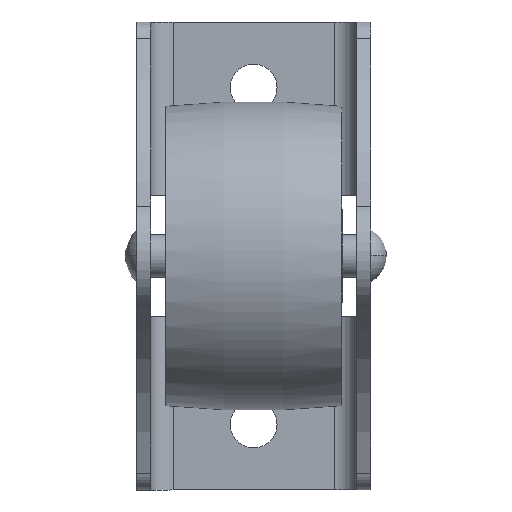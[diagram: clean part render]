
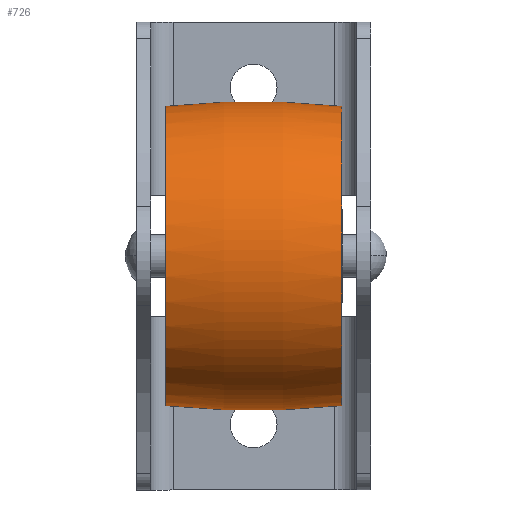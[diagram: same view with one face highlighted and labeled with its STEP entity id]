
A CAD part, front view. The second image highlights one B-rep face of the part: STEP entity #726.
In plain terms, the highlighted toroidal (fillet/blend) face has major radius 72.11 mm and minor radius 88.61 mm.
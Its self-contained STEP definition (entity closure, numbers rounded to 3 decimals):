
#121 = DIRECTION ( 'NONE',  ( 0., 1., 0. ) ) ;
#140 = EDGE_CURVE ( 'NONE', #353, #2929, #2863, .T. ) ;
#201 = CIRCLE ( 'NONE', #1337, 88.61 ) ;
#226 = CARTESIAN_POINT ( 'NONE',  ( 0., 0., -72.11 ) ) ;
#252 = FACE_OUTER_BOUND ( 'NONE', #907, .T. ) ;
#353 = VERTEX_POINT ( 'NONE', #1264 ) ;
#431 = CARTESIAN_POINT ( 'NONE',  ( 0., 0., 0. ) ) ;
#726 = ADVANCED_FACE ( 'NONE', ( #252 ), #832, .T. ) ;
#761 = EDGE_CURVE ( 'NONE', #778, #353, #772, .T. ) ;
#772 = CIRCLE ( 'NONE', #785, 16. ) ;
#778 = VERTEX_POINT ( 'NONE', #1555 ) ;
#785 = AXIS2_PLACEMENT_3D ( 'NONE', #2919, #1328, #2694 ) ;
#815 = EDGE_CURVE ( 'NONE', #874, #2929, #1826, .T. ) ;
#832 = TOROIDAL_SURFACE ( 'NONE', #1229, -72.11, 88.61 ) ;
#874 = VERTEX_POINT ( 'NONE', #1261 ) ;
#907 = EDGE_LOOP ( 'NONE', ( #2012, #2293, #2402, #2308 ) ) ;
#1028 = DIRECTION ( 'NONE',  ( -1., 0., 0. ) ) ;
#1229 = AXIS2_PLACEMENT_3D ( 'NONE', #431, #2241, #2684 ) ;
#1238 = DIRECTION ( 'NONE',  ( 0., 0., 1. ) ) ;
#1261 = CARTESIAN_POINT ( 'NONE',  ( -9.4, 0., -16. ) ) ;
#1264 = CARTESIAN_POINT ( 'NONE',  ( 9.4, 0., 16. ) ) ;
#1313 = CARTESIAN_POINT ( 'NONE',  ( -9.4, 0., 16. ) ) ;
#1328 = DIRECTION ( 'NONE',  ( -1., 0., 0. ) ) ;
#1337 = AXIS2_PLACEMENT_3D ( 'NONE', #2830, #121, #1238 ) ;
#1555 = CARTESIAN_POINT ( 'NONE',  ( 9.4, 0., -16. ) ) ;
#1559 = DIRECTION ( 'NONE',  ( 0., -1., 0. ) ) ;
#1719 = EDGE_CURVE ( 'NONE', #778, #874, #201, .T. ) ;
#1826 = CIRCLE ( 'NONE', #1987, 16. ) ;
#1987 = AXIS2_PLACEMENT_3D ( 'NONE', #2626, #1028, #2403 ) ;
#2012 = ORIENTED_EDGE ( 'NONE', *, *, #1719, .F. ) ;
#2241 = DIRECTION ( 'NONE',  ( -1., 0., 0. ) ) ;
#2293 = ORIENTED_EDGE ( 'NONE', *, *, #761, .T. ) ;
#2308 = ORIENTED_EDGE ( 'NONE', *, *, #815, .F. ) ;
#2402 = ORIENTED_EDGE ( 'NONE', *, *, #140, .T. ) ;
#2403 = DIRECTION ( 'NONE',  ( 0., 0., 1. ) ) ;
#2626 = CARTESIAN_POINT ( 'NONE',  ( -9.4, 0., 0. ) ) ;
#2684 = DIRECTION ( 'NONE',  ( 0., 0., 1. ) ) ;
#2694 = DIRECTION ( 'NONE',  ( 0., 0., 1. ) ) ;
#2830 = CARTESIAN_POINT ( 'NONE',  ( 0., 0., 72.11 ) ) ;
#2863 = CIRCLE ( 'NONE', #2918, 88.61 ) ;
#2918 = AXIS2_PLACEMENT_3D ( 'NONE', #226, #1559, #2928 ) ;
#2919 = CARTESIAN_POINT ( 'NONE',  ( 9.4, 0., 0. ) ) ;
#2928 = DIRECTION ( 'NONE',  ( 0., 0., -1. ) ) ;
#2929 = VERTEX_POINT ( 'NONE', #1313 ) ;
